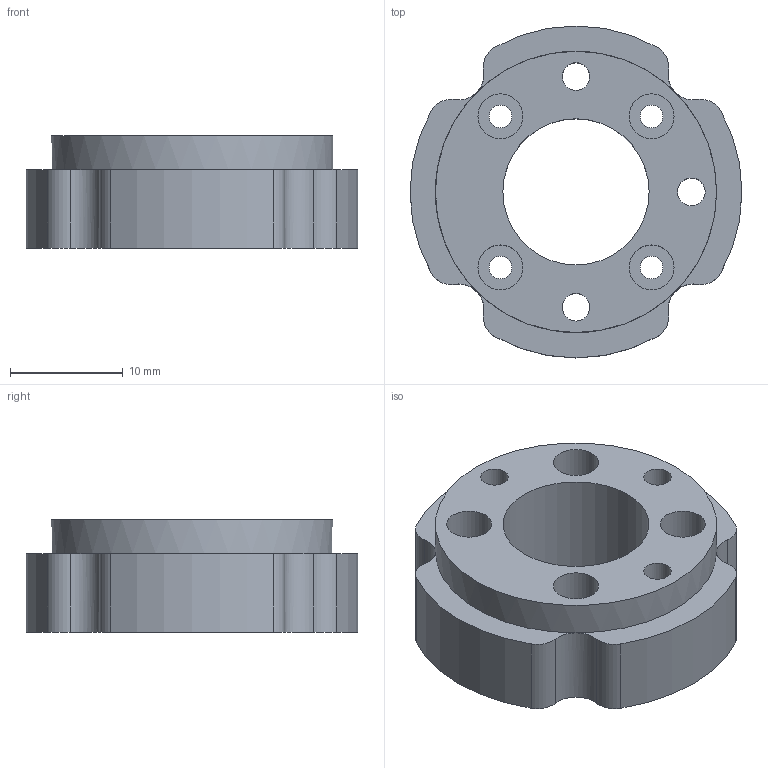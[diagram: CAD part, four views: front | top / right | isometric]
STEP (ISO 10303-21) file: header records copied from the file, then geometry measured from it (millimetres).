
FILE_DESCRIPTION(/* description */ (''),/* implementation_level */ '2;1');
FILE_NAME(/* name */ 'CrossRollerBearingInnerSupportStand.stp',/* time_stamp */ '2024-04-11T15:26:59+09:00',/* author */ ('Masato Kubotera'),/* organization */ (''),/* preprocessor_version */ 'ST-DEVELOPER v20',/* originating_system */ 'Autodesk Inventor 2024',/* authorisation */ '');
FILE_SCHEMA (('AUTOMOTIVE_DESIGN { 1 0 10303 214 3 1 1 }'));
Length unit declared in the file: millimetre
Products named in the file (1): CrossRollerBearingInnerSupportStand
Bounding box: 29.5 x 29.5 x 10 mm (x, y, z)
Volume: 4305.2 mm3; surface area: 2860.7 mm2
Topology: 1 solids, 1 shells, 39 faces, 95 edges, 62 vertices
Faces by surface type: cylinder 29, plane 10
Full cylindrical faces by diameter (mm): 2.013 x4, 2.459 x3, 4 x4, 13 x1, 25 x1
Entity records: 1258 total; most frequent: DIRECTION 241, CARTESIAN_POINT 197, ORIENTED_EDGE 190, AXIS2_PLACEMENT_3D 106, EDGE_CURVE 95, CIRCLE 66, VERTEX_POINT 62, EDGE_LOOP 59
